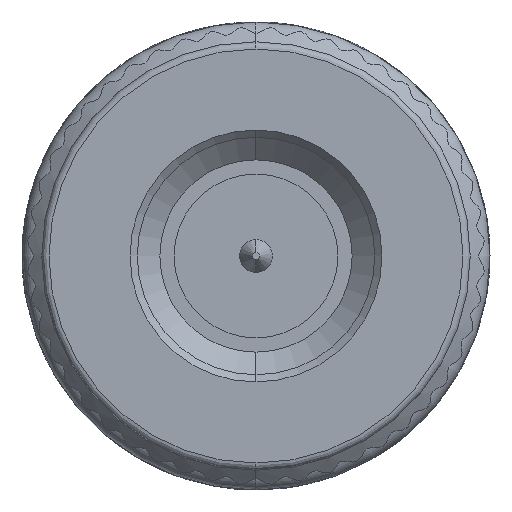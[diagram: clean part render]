
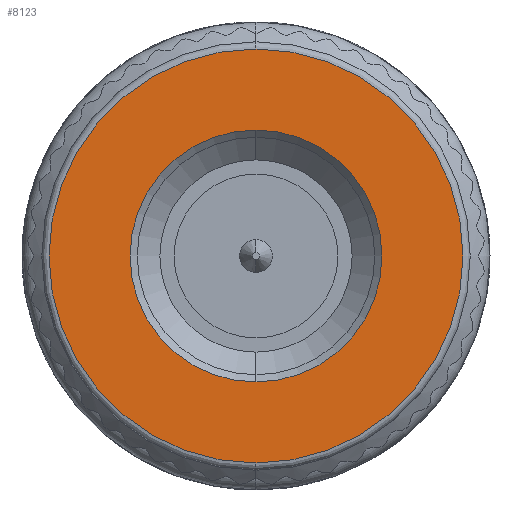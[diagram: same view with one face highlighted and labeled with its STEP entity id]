
A CAD part, front view. The second image highlights one B-rep face of the part: STEP entity #8123.
In plain terms, the highlighted planar face has unit normal (0, -1, 0).
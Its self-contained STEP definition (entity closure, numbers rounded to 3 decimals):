
#877 = AXIS2_PLACEMENT_3D ( 'NONE', #17746, #17723, #17755 ) ;
#1790 = CARTESIAN_POINT ( 'NONE',  ( 0., -0.699, 0. ) ) ;
#1795 = DIRECTION ( 'NONE',  ( 0., 0., 1. ) ) ;
#1802 = DIRECTION ( 'NONE',  ( 0., 1., 0. ) ) ;
#1870 = DIRECTION ( 'NONE',  ( 0., 1., 0. ) ) ;
#1879 = DIRECTION ( 'NONE',  ( 0., 0., 1. ) ) ;
#1907 = CARTESIAN_POINT ( 'NONE',  ( 0., -0.699, 0. ) ) ;
#2175 = AXIS2_PLACEMENT_3D ( 'NONE', #1790, #1802, #1795 ) ;
#2224 = CIRCLE ( 'NONE', #2175, 3.5 ) ;
#2275 = CIRCLE ( 'NONE', #2283, 5.75 ) ;
#2283 = AXIS2_PLACEMENT_3D ( 'NONE', #1907, #1870, #1879 ) ;
#2295 = CIRCLE ( 'NONE', #2308, 3.5 ) ;
#2308 = AXIS2_PLACEMENT_3D ( 'NONE', #2696, #2709, #2705 ) ;
#2358 = AXIS2_PLACEMENT_3D ( 'NONE', #2736, #2737, #2740 ) ;
#2401 = CIRCLE ( 'NONE', #2358, 5.75 ) ;
#2696 = CARTESIAN_POINT ( 'NONE',  ( 0., -0.699, 0. ) ) ;
#2705 = DIRECTION ( 'NONE',  ( 0., 0., 1. ) ) ;
#2709 = DIRECTION ( 'NONE',  ( 0., 1., 0. ) ) ;
#2736 = CARTESIAN_POINT ( 'NONE',  ( 0., -0.699, 0. ) ) ;
#2737 = DIRECTION ( 'NONE',  ( 0., 1., 0. ) ) ;
#2740 = DIRECTION ( 'NONE',  ( 0., 0., 1. ) ) ;
#3466 = CARTESIAN_POINT ( 'NONE',  ( 0., -0.699, 3.5 ) ) ;
#3528 = CARTESIAN_POINT ( 'NONE',  ( 0., -0.699, -5.75 ) ) ;
#3538 = CARTESIAN_POINT ( 'NONE',  ( 0., -0.699, 5.75 ) ) ;
#3566 = CARTESIAN_POINT ( 'NONE',  ( 0., -0.699, -3.5 ) ) ;
#4468 = ORIENTED_EDGE ( 'NONE', *, *, #8763, .F. ) ;
#4471 = ORIENTED_EDGE ( 'NONE', *, *, #8630, .T. ) ;
#4487 = ORIENTED_EDGE ( 'NONE', *, *, #8746, .T. ) ;
#4490 = ORIENTED_EDGE ( 'NONE', *, *, #8650, .F. ) ;
#8123 = ADVANCED_FACE ( 'NONE', ( #17734, #17754 ), #17714, .T. ) ;
#8630 = EDGE_CURVE ( 'NONE', #9518, #9577, #2224, .T. ) ;
#8650 = EDGE_CURVE ( 'NONE', #9590, #9601, #2275, .T. ) ;
#8746 = EDGE_CURVE ( 'NONE', #9577, #9518, #2295, .T. ) ;
#8763 = EDGE_CURVE ( 'NONE', #9601, #9590, #2401, .T. ) ;
#9518 = VERTEX_POINT ( 'NONE', #3466 ) ;
#9577 = VERTEX_POINT ( 'NONE', #3566 ) ;
#9590 = VERTEX_POINT ( 'NONE', #3528 ) ;
#9601 = VERTEX_POINT ( 'NONE', #3538 ) ;
#9822 = EDGE_LOOP ( 'NONE', ( #4487, #4471 ) ) ;
#9867 = EDGE_LOOP ( 'NONE', ( #4468, #4490 ) ) ;
#17714 = PLANE ( 'NONE',  #877 ) ;
#17723 = DIRECTION ( 'NONE',  ( 0., -1., 0. ) ) ;
#17734 = FACE_BOUND ( 'NONE', #9822, .T. ) ;
#17746 = CARTESIAN_POINT ( 'NONE',  ( -5.75, -0.699, 0. ) ) ;
#17754 = FACE_OUTER_BOUND ( 'NONE', #9867, .T. ) ;
#17755 = DIRECTION ( 'NONE',  ( 0., 0., -1. ) ) ;
